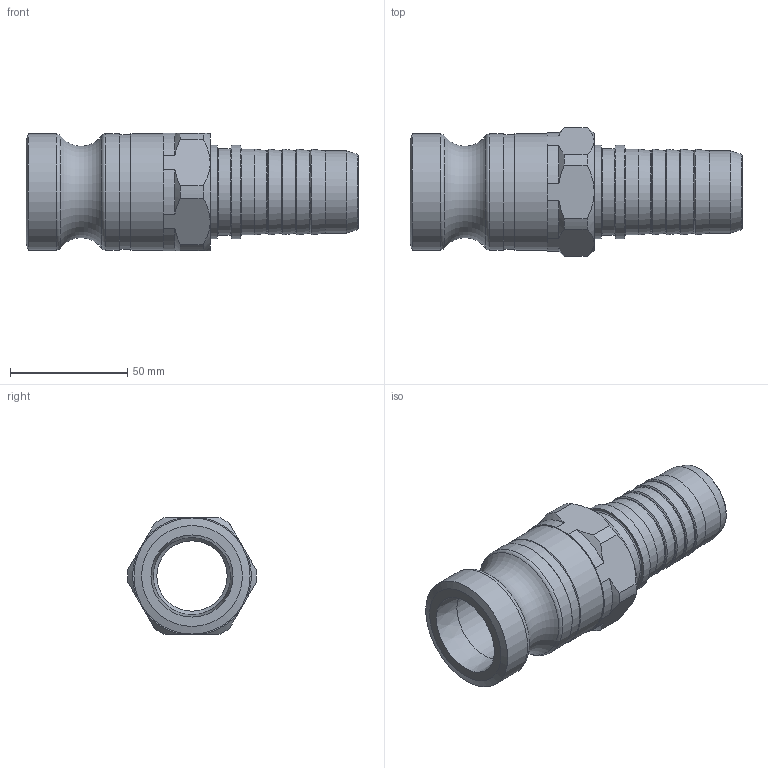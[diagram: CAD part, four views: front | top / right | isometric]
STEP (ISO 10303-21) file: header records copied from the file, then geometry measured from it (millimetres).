
FILE_DESCRIPTION(/* description */ ('VATERTEIL mit Schlauchtülle'),/* implementation_level */ '2;1');
FILE_NAME(/* name */ 'vstp_35_n_dr.stp',/* time_stamp */ '2020-04-27T10:30:31+02:00',/* author */ ('ertl'),/* organization */ (''),/* preprocessor_version */ 'ST-DEVELOPER v17',/* originating_system */ 'Autodesk Inventor 2018',/* authorisation */ '');
FILE_SCHEMA (('AUTOMOTIVE_DESIGN { 1 0 10303 214 3 1 1 }'));
Length unit declared in the file: millimetre
Products named in the file (7): ENG-006621; ENG-001372; ENG-003270; ENG-001296; ENG-001293; ENG-001305; ENG-001298
Assembly tree (6 placements, depth 2):
  ENG-006621
    ENG-001372
    ENG-003270
    ENG-001296
    ENG-001293
    ENG-001305
    ENG-001298
Bounding box: 141.5 x 54.97 x 50 mm (x, y, z)
Volume: 98367.4 mm3; surface area: 55463 mm2
Topology: 6 solids, 6 shells, 114 faces, 313 edges, 220 vertices
Faces by surface type: cylinder 40, cone 34, plane 27, torus 13
Full cylindrical faces by diameter (mm): 30 x1, 33 x2, 35 x1, 36.5 x1, 37 x1, 37.5 x1, 37.9 x2, 38.2 x1, 39 x1, 40 x2, 40.3 x1, 40.5 x2, 40.6 x2, 43.5 x1, 45 x2, 46.376 x1, 47 x1, 47.5 x1, 49 x1, 49.5 x3
Entity records: 4184 total; most frequent: DIRECTION 752, CARTESIAN_POINT 708, ORIENTED_EDGE 626, AXIS2_PLACEMENT_3D 336, EDGE_CURVE 313, VERTEX_POINT 220, CIRCLE 209, EDGE_LOOP 135
